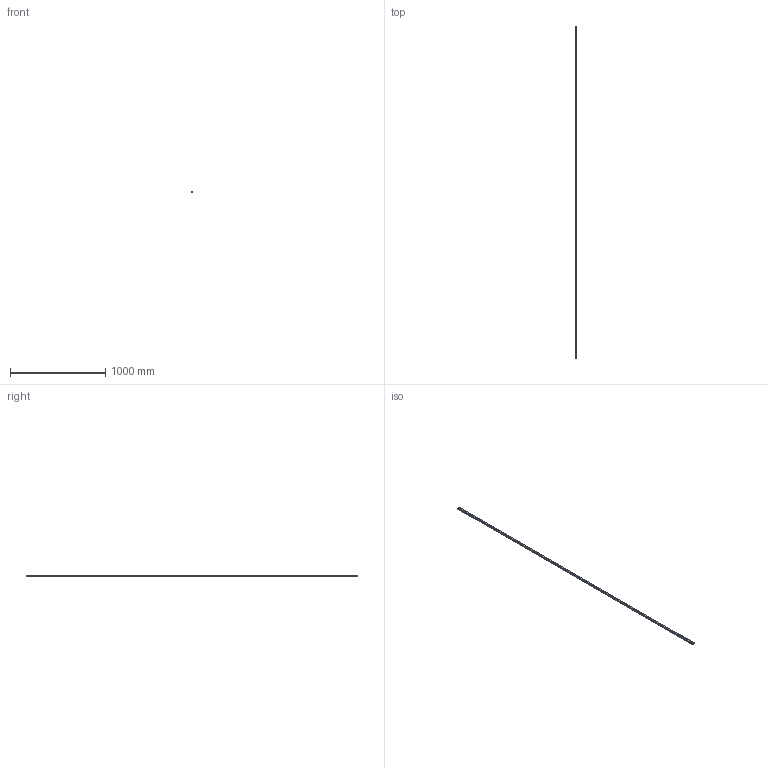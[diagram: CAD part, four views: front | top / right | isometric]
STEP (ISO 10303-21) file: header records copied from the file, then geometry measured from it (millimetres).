
FILE_DESCRIPTION(('STEP AP214'),'1');
FILE_NAME('cctmp_79B89E16-E184-47AE-A439-D7E9300998AD_2021_01_22_13_38_52_0486..stp','2021-01-22T12:38:52',('HIWIN GmbH'),('CADClick - www.CADClick.com'),'Spatial InterOp 3D',' ','unknown authorization');
FILE_SCHEMA(('AUTOMOTIVE_DESIGN'));
Length unit declared in the file: millimetre
Products named in the file (1): HGR20T3480C_FILE
Bounding box: 20 x 3480 x 17.5 mm (x, y, z)
Volume: 1027824.6 mm3; surface area: 277256.4 mm2
Topology: 1 solids, 1 shells, 339 faces, 883 edges, 492 vertices
Faces by surface type: cylinder 138, cone 116, plane 85
Entity records: 12209 total; most frequent: DIRECTION 1723, CARTESIAN_POINT 1599, ORIENTED_EDGE 1534, EDGE_CURVE 767, AXIS2_PLACEMENT_3D 616, VERTEX_POINT 492, LINE 491, VECTOR 491
